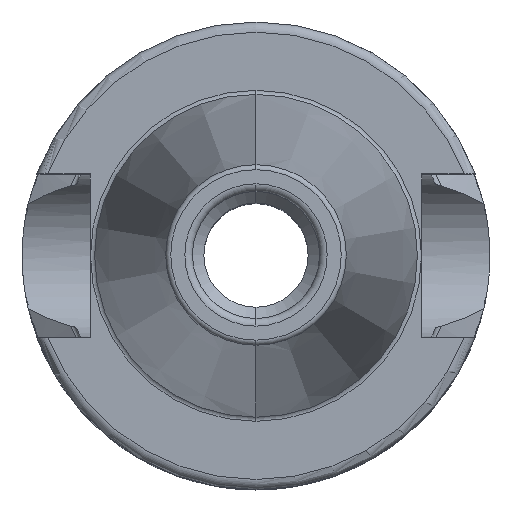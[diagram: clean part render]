
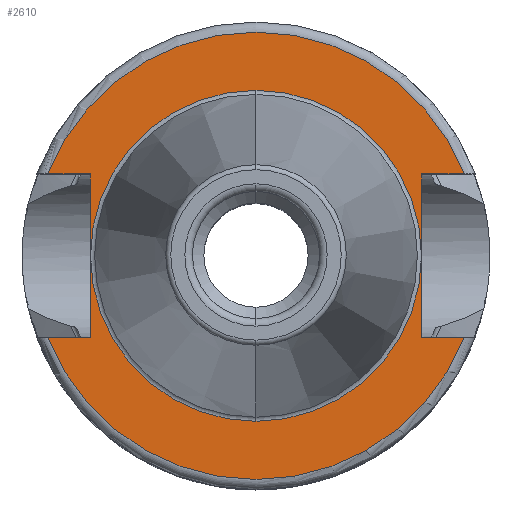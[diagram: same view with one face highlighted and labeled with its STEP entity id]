
A CAD part, top view. The second image highlights one B-rep face of the part: STEP entity #2610.
In plain terms, the highlighted planar face has unit normal (0, 0, 1).
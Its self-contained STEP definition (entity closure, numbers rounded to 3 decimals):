
#996=DIRECTION('',(1,0,0));
#997=VECTOR('',#996,4.174);
#998=CARTESIAN_POINT('',(-20.474,-8.05,20));
#999=LINE('',#998,#997);
#1000=DIRECTION('',(0,1,0));
#1001=VECTOR('',#1000,16.1);
#1002=CARTESIAN_POINT('',(-16.3,-8.05,20));
#1003=LINE('',#1002,#1001);
#1004=DIRECTION('',(1,0,0));
#1005=VECTOR('',#1004,4.174);
#1006=CARTESIAN_POINT('',(-20.474,8.05,20));
#1007=LINE('',#1006,#1005);
#1008=DIRECTION('',(-1,0,0));
#1009=VECTOR('',#1008,4.174);
#1010=CARTESIAN_POINT('',(20.474,8.05,20));
#1011=LINE('',#1010,#1009);
#1012=DIRECTION('',(0,-1,0));
#1013=VECTOR('',#1012,16.1);
#1014=CARTESIAN_POINT('',(16.3,8.05,20));
#1015=LINE('',#1014,#1013);
#1016=DIRECTION('',(-1,0,0));
#1017=VECTOR('',#1016,4.174);
#1018=CARTESIAN_POINT('',(20.474,-8.05,20));
#1019=LINE('',#1018,#1017);
#1030=CARTESIAN_POINT('',(0,0,20));
#1031=DIRECTION('',(0,0,1));
#1032=DIRECTION('',(0,1,0));
#1033=AXIS2_PLACEMENT_3D('',#1030,#1031,#1032);
#1035=CARTESIAN_POINT('',(0,0,20));
#1036=DIRECTION('',(0,0,-1));
#1037=DIRECTION('',(0,1,0));
#1038=AXIS2_PLACEMENT_3D('',#1035,#1036,#1037);
#1275=CARTESIAN_POINT('',(0,0,20));
#1276=DIRECTION('',(0,0,1));
#1277=DIRECTION('',(-0.931,-0.366,0));
#1278=AXIS2_PLACEMENT_3D('',#1275,#1276,#1277);
#1292=CARTESIAN_POINT('',(0,0,20));
#1293=DIRECTION('',(0,0,1));
#1294=DIRECTION('',(0.931,0.366,0));
#1295=AXIS2_PLACEMENT_3D('',#1292,#1293,#1294);
#1416=CARTESIAN_POINT('',(-20.474,-8.05,20));
#1417=CARTESIAN_POINT('',(-16.3,-8.05,20));
#1418=VERTEX_POINT('',#1416);
#1419=VERTEX_POINT('',#1417);
#1420=CARTESIAN_POINT('',(-16.3,8.05,20));
#1421=VERTEX_POINT('',#1420);
#1422=CARTESIAN_POINT('',(-20.474,8.05,20));
#1423=VERTEX_POINT('',#1422);
#1424=CARTESIAN_POINT('',(16.3,8.05,20));
#1425=CARTESIAN_POINT('',(16.3,-8.05,20));
#1426=VERTEX_POINT('',#1424);
#1427=VERTEX_POINT('',#1425);
#1428=CARTESIAN_POINT('',(20.474,-8.05,20));
#1429=VERTEX_POINT('',#1428);
#1430=CARTESIAN_POINT('',(20.474,8.05,20));
#1431=VERTEX_POINT('',#1430);
#1476=CARTESIAN_POINT('',(0,16.275,20));
#1478=VERTEX_POINT('',#1476);
#1482=CARTESIAN_POINT('',(0,-16.275,20));
#1484=VERTEX_POINT('',#1482);
#2587=CARTESIAN_POINT('',(0,0,20));
#2588=DIRECTION('',(0,0,-1));
#2589=DIRECTION('',(0,-1,0));
#2590=AXIS2_PLACEMENT_3D('',#2587,#2588,#2589);
#2591=PLANE('',#2590);
#2592=ORIENTED_EDGE('',*,*,#2578,.T.);
#2593=ORIENTED_EDGE('',*,*,#2404,.T.);
#2594=ORIENTED_EDGE('',*,*,#2423,.F.);
#2596=ORIENTED_EDGE('',*,*,#2595,.F.);
#2597=ORIENTED_EDGE('',*,*,#2503,.T.);
#2598=ORIENTED_EDGE('',*,*,#2521,.T.);
#2599=ORIENTED_EDGE('',*,*,#2538,.F.);
#2601=ORIENTED_EDGE('',*,*,#2600,.F.);
#2602=EDGE_LOOP('',(#2592,#2593,#2594,#2596,#2597,#2598,#2599,#2601));
#2603=FACE_OUTER_BOUND('',#2602,.F.);
#2605=ORIENTED_EDGE('',*,*,#2604,.T.);
#2607=ORIENTED_EDGE('',*,*,#2606,.F.);
#2608=EDGE_LOOP('',(#2605,#2607));
#2609=FACE_BOUND('',#2608,.F.);
#2610=ADVANCED_FACE('',(#2603,#2609),#2591,.F.);
#1034=CIRCLE('',#1033,16.275);
#1039=CIRCLE('',#1038,16.275);
#1279=CIRCLE('',#1278,22);
#1296=CIRCLE('',#1295,22);
#2404=EDGE_CURVE('',#1419,#1421,#1003,.T.);
#2423=EDGE_CURVE('',#1423,#1421,#1007,.T.);
#2503=EDGE_CURVE('',#1431,#1426,#1011,.T.);
#2521=EDGE_CURVE('',#1426,#1427,#1015,.T.);
#2538=EDGE_CURVE('',#1429,#1427,#1019,.T.);
#2578=EDGE_CURVE('',#1418,#1419,#999,.T.);
#2595=EDGE_CURVE('',#1431,#1423,#1296,.T.);
#2600=EDGE_CURVE('',#1418,#1429,#1279,.T.);
#2604=EDGE_CURVE('',#1478,#1484,#1034,.T.);
#2606=EDGE_CURVE('',#1478,#1484,#1039,.T.);
